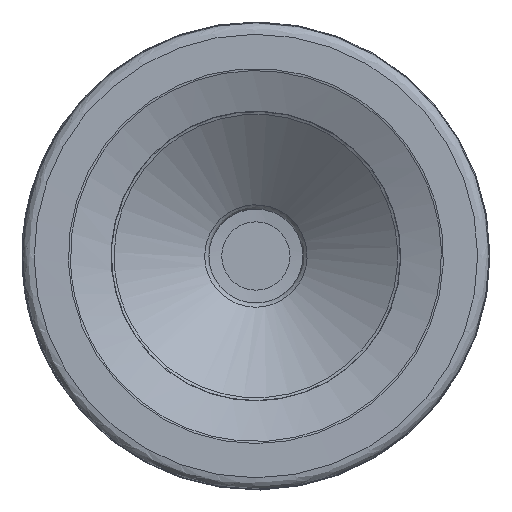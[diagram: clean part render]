
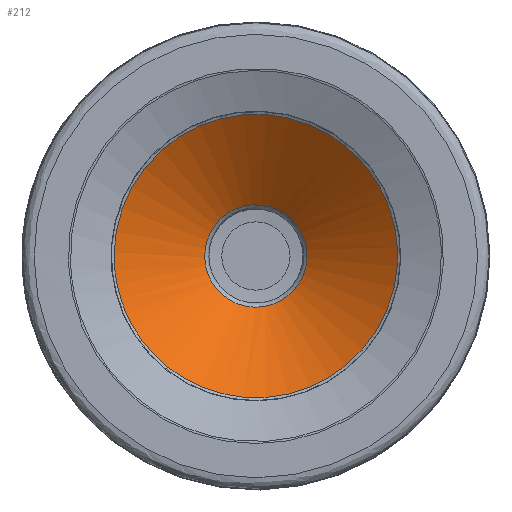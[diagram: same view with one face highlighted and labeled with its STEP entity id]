
A CAD part, left-side view. The second image highlights one B-rep face of the part: STEP entity #212.
In plain terms, the highlighted face is a revolution surface.
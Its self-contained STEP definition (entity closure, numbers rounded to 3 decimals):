
#37=SURFACE_OF_REVOLUTION('',#110,#49);
#49=AXIS1_PLACEMENT('',#805,#637);
#60=(
BOUNDED_CURVE()
B_SPLINE_CURVE(3,(#796,#797,#798,#799,#800,#801,#802),.UNSPECIFIED.,.T.,
 .F.)
B_SPLINE_CURVE_WITH_KNOTS((1,3,3,3,1),(-0.5,0.,0.5,1.,1.5),
 .UNSPECIFIED.)
CURVE()
GEOMETRIC_REPRESENTATION_ITEM()
RATIONAL_B_SPLINE_CURVE((1.,0.333,0.333,1.,0.333,
0.333,1.))
REPRESENTATION_ITEM('')
);
#110=LINE('',#804,#121);
#121=VECTOR('',#636,7.768);
#168=FACE_BOUND('',#277,.T.);
#169=FACE_BOUND('',#278,.T.);
#212=ADVANCED_FACE('',(#168,#169),#37,.F.);
#277=EDGE_LOOP('',(#359));
#278=EDGE_LOOP('',(#360));
#359=ORIENTED_EDGE('',*,*,#449,.T.);
#360=ORIENTED_EDGE('',*,*,#448,.F.);
#406=VERTEX_POINT('',#785);
#407=VERTEX_POINT('',#803);
#448=EDGE_CURVE('',#406,#406,#477,.T.);
#449=EDGE_CURVE('',#407,#407,#60,.T.);
#477=CIRCLE('',#529,3.473);
#529=AXIS2_PLACEMENT_3D('',#784,#633,#634);
#633=DIRECTION('',(1.,0.,0.));
#634=DIRECTION('',(0.,0.,-1.));
#636=DIRECTION('',(-0.608,0.793,-0.042));
#637=DIRECTION('',(1.,0.,0.));
#784=CARTESIAN_POINT('',(6.,0.,0.));
#785=CARTESIAN_POINT('',(6.,0.,-3.473));
#796=CARTESIAN_POINT('',(1.275,9.563,-1.007));
#797=CARTESIAN_POINT('',(1.275,11.577,18.118));
#798=CARTESIAN_POINT('',(1.275,-7.548,20.133));
#799=CARTESIAN_POINT('',(1.275,-9.563,1.007));
#800=CARTESIAN_POINT('',(1.275,-11.577,-18.118));
#801=CARTESIAN_POINT('',(1.275,7.548,-20.133));
#802=CARTESIAN_POINT('',(1.275,9.563,-1.007));
#803=CARTESIAN_POINT('',(1.275,9.563,-1.007));
#804=CARTESIAN_POINT('',(6.,3.406,-0.68));
#805=CARTESIAN_POINT('',(0.,0.,0.));
